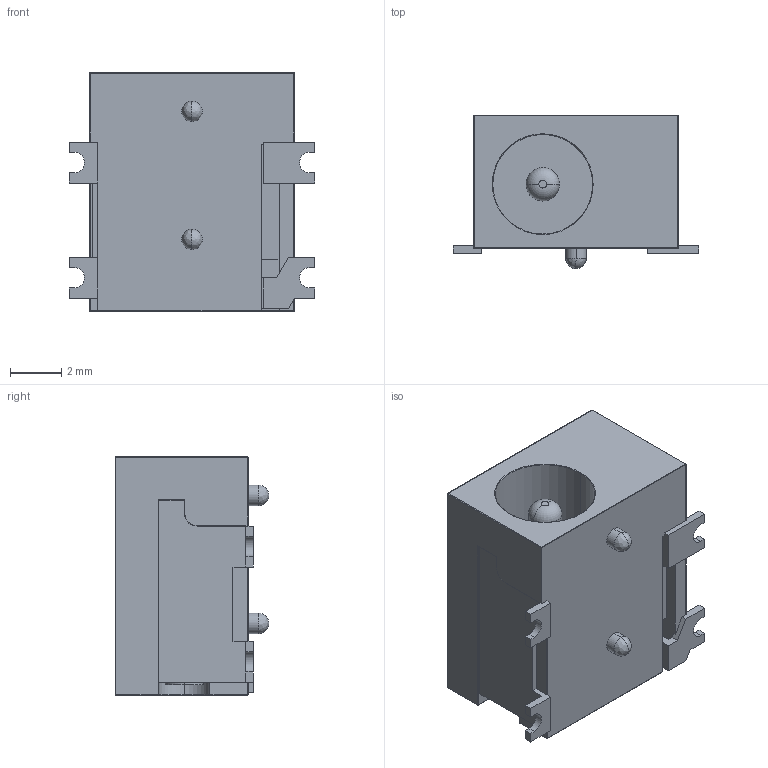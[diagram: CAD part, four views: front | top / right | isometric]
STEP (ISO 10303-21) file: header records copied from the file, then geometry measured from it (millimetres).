
FILE_DESCRIPTION (( 'STEP AP214' ), '1' );
FILE_NAME ('CUI PJ-014DH-SMT.STEP', '2016-02-27T19:32:38', ( '' ), ( '' ), 'SwSTEP 2.0', 'SolidWorks 2015', '' );
FILE_SCHEMA (( 'AUTOMOTIVE_DESIGN' ));
Length unit declared in the file: millimetre
Products named in the file (2): CUI PJ-014DH-SMT; PJ-014DH-SMT_D‚faut
Assembly tree (1 placements, depth 2):
  CUI PJ-014DH-SMT
    PJ-014DH-SMT_D‚faut
Bounding box: 9.6 x 6 x 9.3 mm (x, y, z)
Volume: 300.8 mm3; surface area: 486.9 mm2
Topology: 1 solids, 1 shells, 140 faces, 371 edges, 224 vertices
Faces by surface type: plane 75, cylinder 46, sphere 9, torus 6, bspline 4
Entity records: 5340 total; most frequent: CARTESIAN_POINT 816, DIRECTION 719, ORIENTED_EDGE 716, EDGE_CURVE 358, LINE 257, VECTOR 257, AXIS2_PLACEMENT_3D 231, VERTEX_POINT 224
